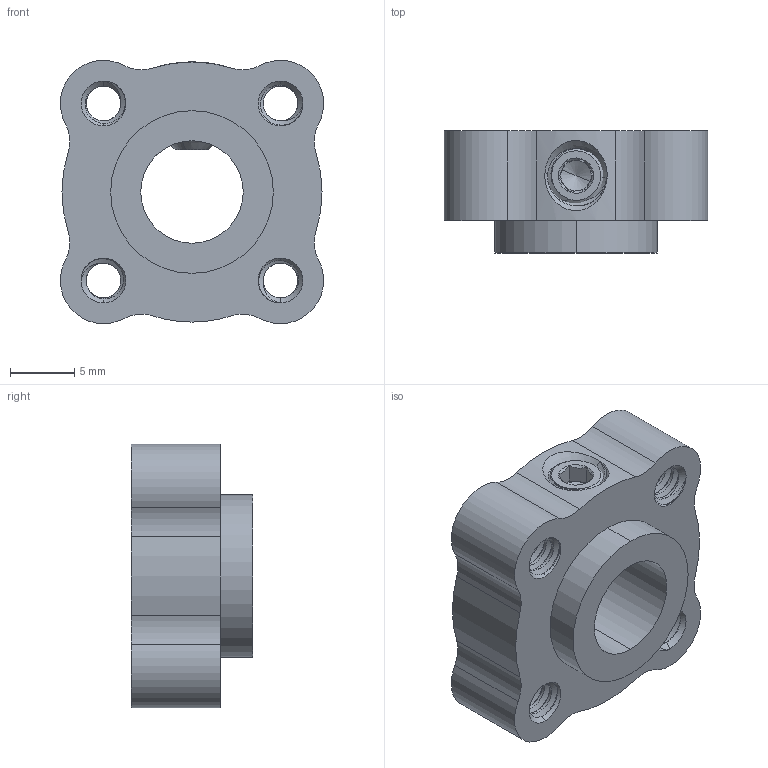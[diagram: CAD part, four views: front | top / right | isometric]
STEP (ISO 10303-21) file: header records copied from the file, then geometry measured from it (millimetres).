
FILE_DESCRIPTION (( 'STEP AP203' ), '1' );
FILE_NAME ('545636 assembly.STEP', '2017-06-30T21:47:06', ( '' ), ( '' ), 'SwSTEP 2.0', 'SolidWorks 2016', '' );
FILE_SCHEMA (( 'CONFIG_CONTROL_DESIGN' ));
Length unit declared in the file: inch
Products named in the file (3): 632138_91375A438; 545636; 545636 assembly
Assembly tree (2 placements, depth 2):
  545636 assembly
    545636
    632138_91375A438
Bounding box: 20.57 x 9.53 x 20.57 mm (x, y, z)
Volume: 2364.5 mm3; surface area: 2195.5 mm2
Topology: 2 solids, 2 shells, 296 faces, 831 edges, 537 vertices
Faces by surface type: cylinder 221, cone 44, plane 16, bspline 15
Entity records: 19656 total; most frequent: CARTESIAN_POINT 12950, ORIENTED_EDGE 1654, DIRECTION 1075, EDGE_CURVE 827, VERTEX_POINT 537, AXIS2_PLACEMENT_3D 410, EDGE_LOOP 310, ADVANCED_FACE 296
